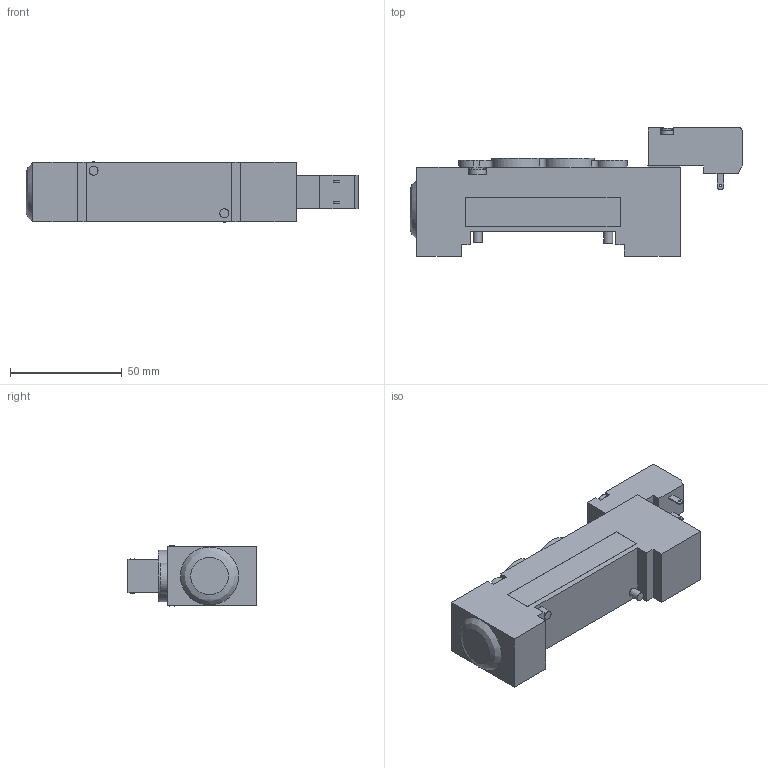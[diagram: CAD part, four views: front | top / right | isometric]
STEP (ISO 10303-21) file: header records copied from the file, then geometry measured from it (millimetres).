
FILE_DESCRIPTION((''),'2;1');
FILE_NAME('2635_52_00_39_1#.stp','2006-01-04T10:28:29',('rivolro1'),(''),'Autodesk Inventor 10','Autodesk Inventor 10','');
FILE_SCHEMA(('AUTOMOTIVE_DESIGN { 1 0 10303 214 1 1 1 1 }'));
Length unit declared in the file: millimetre
Products named in the file (3): 2635_52_00_39_1#; 2635_52_00_39; N33_-R0_
Assembly tree (2 placements, depth 2):
  2635_52_00_39_1#
    2635_52_00_39
    N33_-R0_
Bounding box: 148.6 x 57.7 x 26.99 mm (x, y, z)
Volume: 119029.2 mm3; surface area: 23890.8 mm2
Topology: 3 solids, 3 shells, 195 faces, 493 edges, 326 vertices
Faces by surface type: plane 136, cylinder 33, bspline 25, sphere 1
Full cylindrical faces by diameter (mm): 1 x2, 1.5 x1, 2 x2, 3 x3, 3.9 x1, 4 x2, 5.8 x1, 8 x2
Entity records: 5937 total; most frequent: CARTESIAN_POINT 1379, DIRECTION 902, ORIENTED_EDGE 898, EDGE_CURVE 449, VERTEX_POINT 313, AXIS2_PLACEMENT_3D 302, VECTOR 298, LINE 298
